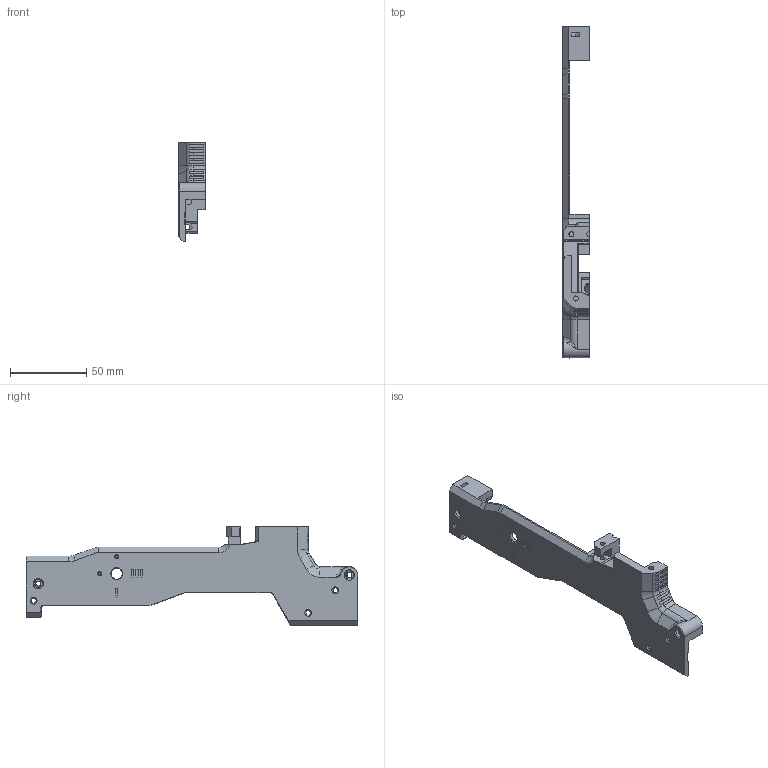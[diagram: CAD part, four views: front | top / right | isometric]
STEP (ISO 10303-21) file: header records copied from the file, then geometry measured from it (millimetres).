
FILE_DESCRIPTION(/* description */ (''),/* implementation_level */ '2;1');
FILE_NAME(/* name */ '13_Receiver_Left_Textured.step',/* time_stamp */ '2023-08-25T22:09:44+01:00',/* author */ (''),/* organization */ (''),/* preprocessor_version */ 'ST-DEVELOPER v20',/* originating_system */ 'Autodesk Translation Framework v12.9.0.99',/* authorisation */ '');
FILE_SCHEMA (('AUTOMOTIVE_DESIGN { 1 0 10303 214 3 1 1 }'));
Length unit declared in the file: millimetre
Products named in the file (1): 13. Receiver Left Textured
Bounding box: 17.5 x 218.24 x 64.94 mm (x, y, z)
Volume: 55926.9 mm3; surface area: 25998.4 mm2
Topology: 1 solids, 1 shells, 388 faces, 1078 edges, 709 vertices
Faces by surface type: plane 300, cylinder 50, bspline 23, cone 15
Full cylindrical faces by diameter (mm): 3.2 x3, 3.3 x8, 5.6 x2, 7.2 x1, 9.6 x1, 12 x1
Entity records: 13047 total; most frequent: CARTESIAN_POINT 3082, ORIENTED_EDGE 2154, DIRECTION 1896, EDGE_CURVE 1077, LINE 854, VECTOR 854, VERTEX_POINT 709, AXIS2_PLACEMENT_3D 521
